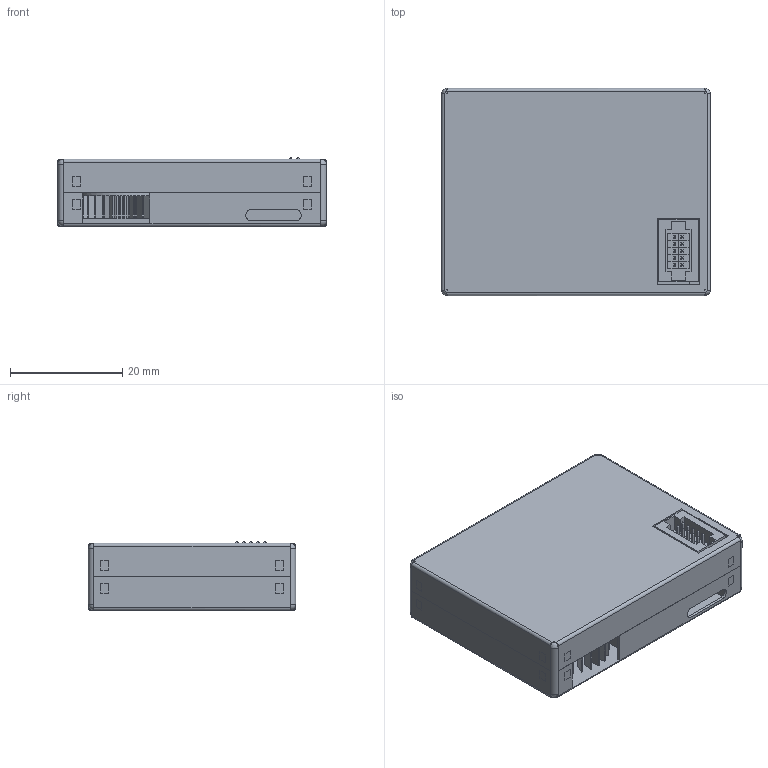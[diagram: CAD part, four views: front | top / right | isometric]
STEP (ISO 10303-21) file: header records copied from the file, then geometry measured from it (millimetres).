
FILE_DESCRIPTION(/* description */ (''),/* implementation_level */ '2;1');
FILE_NAME(/* name */ 'pms7003.stp',/* time_stamp */ '2019-04-18T19:16:52+02:00',/* author */ ('ZEUSLAP'),/* organization */ (''),/* preprocessor_version */ 'ST-DEVELOPER v16.13',/* originating_system */ 'Autodesk Inventor 2018',/* authorisation */ '');
FILE_SCHEMA (('AUTOMOTIVE_DESIGN { 1 0 10303 214 3 1 1 }'));
Length unit declared in the file: millimetre
Products named in the file (9): pms7003; fan^pms7003; plastic^pms7003; metal_cover_connector; metal_cover_connector_1; 1_27mm_2x10pin; 1_27mm_single_pin_assembled; 1_27mm_pin_right_angle; 1_27mm_plastic_for_pin
Assembly tree (17 placements, depth 4):
  pms7003
    fan^pms7003
    plastic^pms7003
    metal_cover_connector
    metal_cover_connector_1
    1_27mm_2x10pin
      1_27mm_single_pin_assembled  x10
        1_27mm_pin_right_angle
        1_27mm_plastic_for_pin
Bounding box: 48 x 37 x 12.3 mm (x, y, z)
Volume: 3372.4 mm3; surface area: 13528.7 mm2
Topology: 44 solids, 44 shells, 686 faces, 1665 edges, 1060 vertices
Faces by surface type: plane 645, cylinder 33, sphere 8
Full cylindrical faces by diameter (mm): 15 x1
Entity records: 13673 total; most frequent: CARTESIAN_POINT 2437, ORIENTED_EDGE 2212, DIRECTION 2145, EDGE_CURVE 1106, LINE 975, VECTOR 975, VERTEX_POINT 717, AXIS2_PLACEMENT_3D 585
